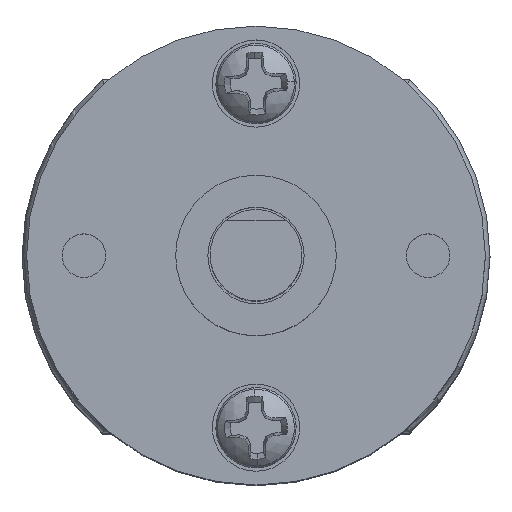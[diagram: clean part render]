
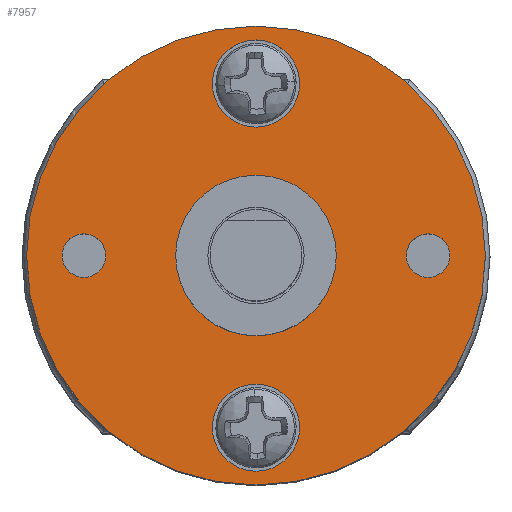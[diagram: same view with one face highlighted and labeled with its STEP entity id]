
A CAD part, top view. The second image highlights one B-rep face of the part: STEP entity #7957.
In plain terms, the highlighted planar face has unit normal (0, 0, 1).
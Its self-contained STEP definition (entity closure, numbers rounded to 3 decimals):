
#150 = EDGE_LOOP ( 'NONE', ( #11303, #6480 ) ) ;
#674 = EDGE_CURVE ( 'NONE', #1823, #3118, #11333, .T. ) ;
#785 = ORIENTED_EDGE ( 'NONE', *, *, #15108, .T. ) ;
#878 = EDGE_CURVE ( 'NONE', #16322, #8499, #20081, .T. ) ;
#1352 = CARTESIAN_POINT ( 'NONE',  ( 23.894, 21.003, 45.507 ) ) ;
#1477 = CARTESIAN_POINT ( 'NONE',  ( 23.894, 11.003, 45.507 ) ) ;
#1744 = DIRECTION ( 'NONE',  ( 0., 0., 1. ) ) ;
#1823 = VERTEX_POINT ( 'NONE', #17716 ) ;
#1826 = CARTESIAN_POINT ( 'NONE',  ( 23.894, 21.003, 45.507 ) ) ;
#2015 = EDGE_LOOP ( 'NONE', ( #20975, #785 ) ) ;
#2081 = EDGE_LOOP ( 'NONE', ( #6941, #11559 ) ) ;
#2318 = CIRCLE ( 'NONE', #10126, 0.95 ) ;
#2327 = EDGE_CURVE ( 'NONE', #10053, #19077, #9446, .T. ) ;
#2452 = DIRECTION ( 'NONE',  ( 0., -1., 0. ) ) ;
#2642 = CARTESIAN_POINT ( 'NONE',  ( 23.894, 31.003, 45.507 ) ) ;
#2677 = FACE_BOUND ( 'NONE', #10741, .T. ) ;
#2823 = ORIENTED_EDGE ( 'NONE', *, *, #14718, .F. ) ;
#3118 = VERTEX_POINT ( 'NONE', #6913 ) ;
#3285 = AXIS2_PLACEMENT_3D ( 'NONE', #1352, #12911, #19493 ) ;
#3367 = CIRCLE ( 'NONE', #17901, 0.95 ) ;
#3389 = CIRCLE ( 'NONE', #14865, 0.95 ) ;
#3548 = DIRECTION ( 'NONE',  ( 0., 0., 1. ) ) ;
#3861 = CARTESIAN_POINT ( 'NONE',  ( 23.894, 11.603, 45.507 ) ) ;
#3949 = DIRECTION ( 'NONE',  ( 0., -1., 0. ) ) ;
#4369 = CIRCLE ( 'NONE', #5357, 3.5 ) ;
#4754 = FACE_BOUND ( 'NONE', #21139, .T. ) ;
#5223 = CARTESIAN_POINT ( 'NONE',  ( 31.394, 21.003, 45.507 ) ) ;
#5357 = AXIS2_PLACEMENT_3D ( 'NONE', #20043, #3548, #10069 ) ;
#5361 = EDGE_CURVE ( 'NONE', #8698, #12958, #12953, .T. ) ;
#5379 = ORIENTED_EDGE ( 'NONE', *, *, #20619, .F. ) ;
#5434 = DIRECTION ( 'NONE',  ( 0., -1., 0. ) ) ;
#5527 = VERTEX_POINT ( 'NONE', #3861 ) ;
#6412 = ORIENTED_EDGE ( 'NONE', *, *, #878, .F. ) ;
#6480 = ORIENTED_EDGE ( 'NONE', *, *, #11629, .F. ) ;
#6913 = CARTESIAN_POINT ( 'NONE',  ( 23.894, 30.403, 45.507 ) ) ;
#6941 = ORIENTED_EDGE ( 'NONE', *, *, #14848, .F. ) ;
#7009 = CIRCLE ( 'NONE', #20542, 1.9 ) ;
#7271 = DIRECTION ( 'NONE',  ( 0., -1., 0. ) ) ;
#7608 = AXIS2_PLACEMENT_3D ( 'NONE', #19857, #19583, #14798 ) ;
#7957 = ADVANCED_FACE ( 'NONE', ( #14859, #4754, #13557, #18741, #2677, #18252 ), #17765, .F. ) ;
#8206 = EDGE_CURVE ( 'NONE', #5527, #12451, #11824, .T. ) ;
#8499 = VERTEX_POINT ( 'NONE', #19937 ) ;
#8611 = CARTESIAN_POINT ( 'NONE',  ( 16.394, 20.053, 45.507 ) ) ;
#8698 = VERTEX_POINT ( 'NONE', #12359 ) ;
#8865 = CARTESIAN_POINT ( 'NONE',  ( 23.894, 28.503, 45.507 ) ) ;
#9072 = CARTESIAN_POINT ( 'NONE',  ( 31.394, 21.003, 45.507 ) ) ;
#9342 = AXIS2_PLACEMENT_3D ( 'NONE', #15742, #20810, #17623 ) ;
#9364 = CIRCLE ( 'NONE', #9342, 10. ) ;
#9446 = CIRCLE ( 'NONE', #3285, 10. ) ;
#10053 = VERTEX_POINT ( 'NONE', #2642 ) ;
#10069 = DIRECTION ( 'NONE',  ( 0., 1., 0. ) ) ;
#10126 = AXIS2_PLACEMENT_3D ( 'NONE', #16484, #1744, #11846 ) ;
#10741 = EDGE_LOOP ( 'NONE', ( #5379, #6412 ) ) ;
#10844 = ORIENTED_EDGE ( 'NONE', *, *, #14794, .F. ) ;
#11153 = ORIENTED_EDGE ( 'NONE', *, *, #13424, .F. ) ;
#11170 = CARTESIAN_POINT ( 'NONE',  ( 31.394, 20.053, 45.507 ) ) ;
#11303 = ORIENTED_EDGE ( 'NONE', *, *, #8206, .F. ) ;
#11333 = CIRCLE ( 'NONE', #19611, 1.9 ) ;
#11559 = ORIENTED_EDGE ( 'NONE', *, *, #2327, .F. ) ;
#11629 = EDGE_CURVE ( 'NONE', #12451, #5527, #13831, .T. ) ;
#11633 = DIRECTION ( 'NONE',  ( 0., 0., 1. ) ) ;
#11824 = CIRCLE ( 'NONE', #13572, 1.9 ) ;
#11846 = DIRECTION ( 'NONE',  ( 0., -1., 0. ) ) ;
#11971 = DIRECTION ( 'NONE',  ( 0., 0., -1. ) ) ;
#12132 = CARTESIAN_POINT ( 'NONE',  ( 23.894, 13.503, 45.507 ) ) ;
#12140 = CARTESIAN_POINT ( 'NONE',  ( 23.894, 17.503, 45.507 ) ) ;
#12359 = CARTESIAN_POINT ( 'NONE',  ( 31.394, 21.953, 45.507 ) ) ;
#12428 = DIRECTION ( 'NONE',  ( 0., 0., 1. ) ) ;
#12451 = VERTEX_POINT ( 'NONE', #17458 ) ;
#12509 = DIRECTION ( 'NONE',  ( 0., 0., 1. ) ) ;
#12911 = DIRECTION ( 'NONE',  ( 0., 0., -1. ) ) ;
#12953 = CIRCLE ( 'NONE', #16253, 0.95 ) ;
#12958 = VERTEX_POINT ( 'NONE', #11170 ) ;
#13354 = AXIS2_PLACEMENT_3D ( 'NONE', #1826, #11633, #15219 ) ;
#13424 = EDGE_CURVE ( 'NONE', #15754, #15523, #2318, .T. ) ;
#13478 = DIRECTION ( 'NONE',  ( 0., 0., 1. ) ) ;
#13557 = FACE_BOUND ( 'NONE', #20626, .T. ) ;
#13572 = AXIS2_PLACEMENT_3D ( 'NONE', #17254, #12509, #3949 ) ;
#13758 = DIRECTION ( 'NONE',  ( 0., 1., 0. ) ) ;
#13817 = CARTESIAN_POINT ( 'NONE',  ( 16.394, 21.003, 45.507 ) ) ;
#13831 = CIRCLE ( 'NONE', #21009, 1.9 ) ;
#14718 = EDGE_CURVE ( 'NONE', #12958, #8698, #3389, .T. ) ;
#14794 = EDGE_CURVE ( 'NONE', #15523, #15754, #3367, .T. ) ;
#14798 = DIRECTION ( 'NONE',  ( 0., 1., 0. ) ) ;
#14848 = EDGE_CURVE ( 'NONE', #19077, #10053, #9364, .T. ) ;
#14859 = FACE_BOUND ( 'NONE', #150, .T. ) ;
#14865 = AXIS2_PLACEMENT_3D ( 'NONE', #9072, #12428, #7271 ) ;
#14904 = CARTESIAN_POINT ( 'NONE',  ( 16.394, 21.953, 45.507 ) ) ;
#15108 = EDGE_CURVE ( 'NONE', #3118, #1823, #7009, .T. ) ;
#15154 = DIRECTION ( 'NONE',  ( 0., 1., 0. ) ) ;
#15219 = DIRECTION ( 'NONE',  ( 0., 1., 0. ) ) ;
#15523 = VERTEX_POINT ( 'NONE', #14904 ) ;
#15742 = CARTESIAN_POINT ( 'NONE',  ( 23.894, 21.003, 45.507 ) ) ;
#15754 = VERTEX_POINT ( 'NONE', #8611 ) ;
#16253 = AXIS2_PLACEMENT_3D ( 'NONE', #5223, #13478, #18545 ) ;
#16322 = VERTEX_POINT ( 'NONE', #12140 ) ;
#16484 = CARTESIAN_POINT ( 'NONE',  ( 16.394, 21.003, 45.507 ) ) ;
#17119 = DIRECTION ( 'NONE',  ( 0., 0., 1. ) ) ;
#17150 = DIRECTION ( 'NONE',  ( 0., 0., 1. ) ) ;
#17254 = CARTESIAN_POINT ( 'NONE',  ( 23.894, 13.503, 45.507 ) ) ;
#17458 = CARTESIAN_POINT ( 'NONE',  ( 23.894, 15.403, 45.507 ) ) ;
#17623 = DIRECTION ( 'NONE',  ( 0., 1., 0. ) ) ;
#17716 = CARTESIAN_POINT ( 'NONE',  ( 23.894, 26.603, 45.507 ) ) ;
#17765 = PLANE ( 'NONE',  #7608 ) ;
#17901 = AXIS2_PLACEMENT_3D ( 'NONE', #13817, #17119, #2452 ) ;
#18252 = FACE_BOUND ( 'NONE', #2015, .T. ) ;
#18545 = DIRECTION ( 'NONE',  ( 0., -1., 0. ) ) ;
#18741 = FACE_OUTER_BOUND ( 'NONE', #2081, .T. ) ;
#18821 = CARTESIAN_POINT ( 'NONE',  ( 23.894, 28.503, 45.507 ) ) ;
#19008 = ORIENTED_EDGE ( 'NONE', *, *, #5361, .F. ) ;
#19077 = VERTEX_POINT ( 'NONE', #1477 ) ;
#19493 = DIRECTION ( 'NONE',  ( 0., 1., 0. ) ) ;
#19583 = DIRECTION ( 'NONE',  ( 0., 0., -1. ) ) ;
#19611 = AXIS2_PLACEMENT_3D ( 'NONE', #18821, #11971, #13758 ) ;
#19857 = CARTESIAN_POINT ( 'NONE',  ( 23.894, 21.003, 45.507 ) ) ;
#19937 = CARTESIAN_POINT ( 'NONE',  ( 23.894, 24.503, 45.507 ) ) ;
#20043 = CARTESIAN_POINT ( 'NONE',  ( 23.894, 21.003, 45.507 ) ) ;
#20081 = CIRCLE ( 'NONE', #13354, 3.5 ) ;
#20138 = DIRECTION ( 'NONE',  ( 0., 0., -1. ) ) ;
#20542 = AXIS2_PLACEMENT_3D ( 'NONE', #8865, #20138, #15154 ) ;
#20619 = EDGE_CURVE ( 'NONE', #8499, #16322, #4369, .T. ) ;
#20626 = EDGE_LOOP ( 'NONE', ( #2823, #19008 ) ) ;
#20810 = DIRECTION ( 'NONE',  ( 0., 0., -1. ) ) ;
#20975 = ORIENTED_EDGE ( 'NONE', *, *, #674, .T. ) ;
#21009 = AXIS2_PLACEMENT_3D ( 'NONE', #12132, #17150, #5434 ) ;
#21139 = EDGE_LOOP ( 'NONE', ( #11153, #10844 ) ) ;
